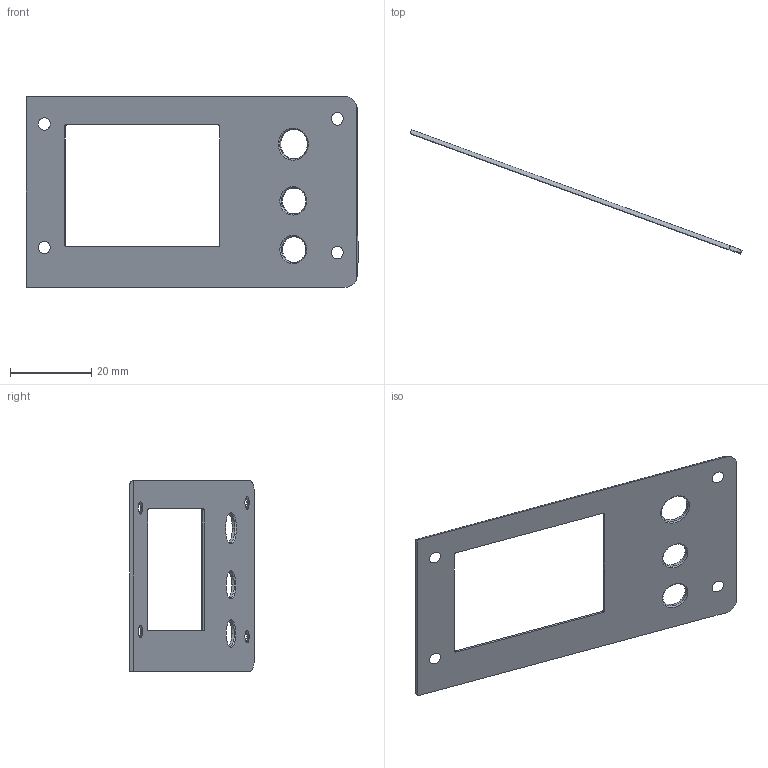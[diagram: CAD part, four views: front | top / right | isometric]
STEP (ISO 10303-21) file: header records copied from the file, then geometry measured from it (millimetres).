
FILE_DESCRIPTION (( 'STEP AP214' ), '1' );
FILE_NAME ('Encolsure_JBC-AD-SF_SEPARATED_TOP_top.STEP', '2024-11-03T20:48:32', ( '' ), ( '' ), 'SwSTEP 2.0', 'SolidWorks 2020', '' );
FILE_SCHEMA (( 'AUTOMOTIVE_DESIGN' ));
Length unit declared in the file: millimetre
Products named in the file (1): Encolsure_JBC-AD-SF_SEPARATED_TOP_top
Bounding box: 81.91 x 30.63 x 47.1 mm (x, y, z)
Volume: 2655.3 mm3; surface area: 5836.2 mm2
Topology: 1 solids, 1 shells, 51 faces, 130 edges, 81 vertices
Faces by surface type: cone 18, cylinder 16, plane 14, bspline 3
Entity records: 1652 total; most frequent: CARTESIAN_POINT 360, DIRECTION 265, ORIENTED_EDGE 260, EDGE_CURVE 130, AXIS2_PLACEMENT_3D 100, VERTEX_POINT 81, EDGE_LOOP 67, VECTOR 65
